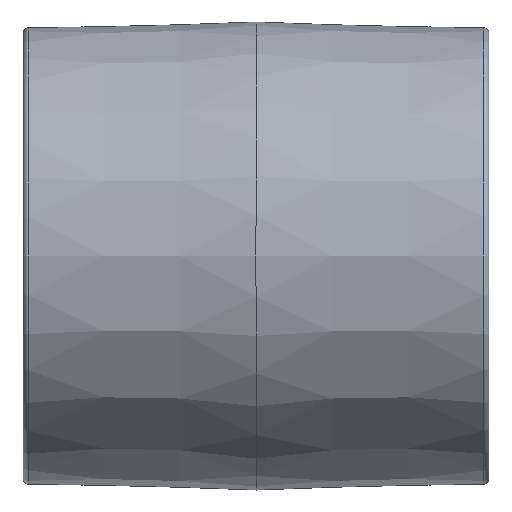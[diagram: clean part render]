
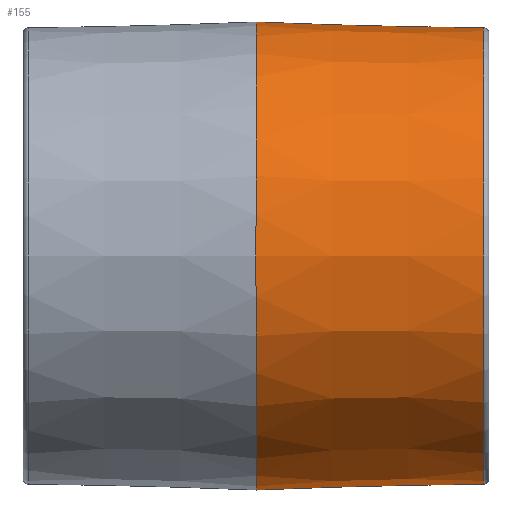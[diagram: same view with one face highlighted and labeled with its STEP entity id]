
A CAD part, front view. The second image highlights one B-rep face of the part: STEP entity #155.
In plain terms, the highlighted conical face has half-angle 1.46 degrees and reference radius 21.326 mm.
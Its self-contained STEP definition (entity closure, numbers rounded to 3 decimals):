
#26=LINE('',#281,#31);
#31=VECTOR('',#225,21.326);
#36=CONICAL_SURFACE('',#190,21.326,0.025);
#39=FACE_OUTER_BOUND('',#50,.T.);
#50=EDGE_LOOP('',(#117,#118,#119,#120,#121));
#66=CIRCLE('',#188,21.064);
#67=CIRCLE('',#189,21.064);
#68=CIRCLE('',#191,21.6);
#80=VERTEX_POINT('',#274);
#81=VERTEX_POINT('',#276);
#82=VERTEX_POINT('',#280);
#94=EDGE_CURVE('',#80,#81,#66,.T.);
#95=EDGE_CURVE('',#81,#80,#67,.T.);
#96=EDGE_CURVE('',#81,#82,#26,.T.);
#97=EDGE_CURVE('',#82,#82,#68,.T.);
#117=ORIENTED_EDGE('',*,*,#95,.F.);
#118=ORIENTED_EDGE('',*,*,#96,.T.);
#119=ORIENTED_EDGE('',*,*,#97,.T.);
#120=ORIENTED_EDGE('',*,*,#96,.F.);
#121=ORIENTED_EDGE('',*,*,#94,.F.);
#155=ADVANCED_FACE('',(#39),#36,.T.);
#188=AXIS2_PLACEMENT_3D('',#277,#219,#220);
#189=AXIS2_PLACEMENT_3D('',#278,#221,#222);
#190=AXIS2_PLACEMENT_3D('',#279,#223,#224);
#191=AXIS2_PLACEMENT_3D('',#282,#226,#227);
#219=DIRECTION('center_axis',(1.,0.,0.));
#220=DIRECTION('ref_axis',(0.,-1.,0.));
#221=DIRECTION('center_axis',(1.,0.,0.));
#222=DIRECTION('ref_axis',(0.,-1.,0.));
#223=DIRECTION('center_axis',(-1.,0.,0.));
#224=DIRECTION('ref_axis',(0.,1.,0.));
#225=DIRECTION('',(-1.,-0.025,0.));
#226=DIRECTION('center_axis',(1.,0.,0.));
#227=DIRECTION('ref_axis',(0.,0.,-1.));
#274=CARTESIAN_POINT('',(21.013,0.,21.064));
#276=CARTESIAN_POINT('',(21.013,-21.064,0.));
#277=CARTESIAN_POINT('Origin',(21.013,0.,0.));
#278=CARTESIAN_POINT('Origin',(21.013,0.,0.));
#279=CARTESIAN_POINT('Origin',(10.75,0.,0.));
#280=CARTESIAN_POINT('',(0.,-21.6,0.));
#281=CARTESIAN_POINT('',(10.75,-21.326,0.));
#282=CARTESIAN_POINT('Origin',(0.,0.,0.));
